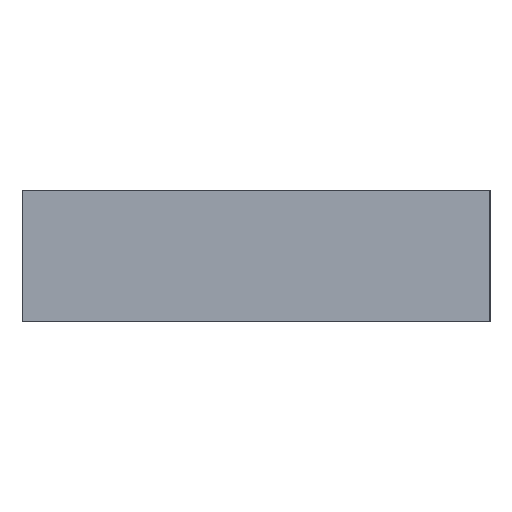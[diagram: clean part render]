
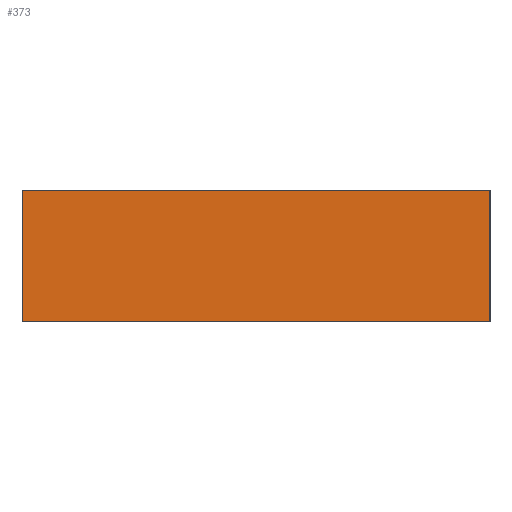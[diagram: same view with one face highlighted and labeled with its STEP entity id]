
A CAD part, left-side view. The second image highlights one B-rep face of the part: STEP entity #373.
In plain terms, the highlighted planar face has unit normal (-1, 0, 0).
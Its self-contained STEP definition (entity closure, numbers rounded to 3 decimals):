
#9 = DIRECTION ( 'NONE',  ( 0., 0., -1. ) ) ;
#107 = FACE_OUTER_BOUND ( 'NONE', #377, .T. ) ;
#133 = VERTEX_POINT ( 'NONE', #1163 ) ;
#208 = EDGE_CURVE ( 'NONE', #133, #1205, #458, .T. ) ;
#293 = DIRECTION ( 'NONE',  ( 0., 1., 0. ) ) ;
#313 = EDGE_CURVE ( 'NONE', #415, #487, #629, .T. ) ;
#314 = CARTESIAN_POINT ( 'NONE',  ( 0., 14.727, 4.477 ) ) ;
#319 = EDGE_CURVE ( 'NONE', #1205, #415, #1218, .T. ) ;
#326 = PLANE ( 'NONE',  #491 ) ;
#364 = CARTESIAN_POINT ( 'NONE',  ( 0., 14.727, -2.523 ) ) ;
#370 = VECTOR ( 'NONE', #1173, 1000. ) ;
#373 = ADVANCED_FACE ( 'NONE', ( #107 ), #326, .F. ) ;
#377 = EDGE_LOOP ( 'NONE', ( #1225, #1188, #776, #869 ) ) ;
#415 = VERTEX_POINT ( 'NONE', #314 ) ;
#420 = DIRECTION ( 'NONE',  ( 1., 0., 0. ) ) ;
#425 = LINE ( 'NONE', #1191, #906 ) ;
#458 = LINE ( 'NONE', #1187, #663 ) ;
#480 = CARTESIAN_POINT ( 'NONE',  ( 0., 14.727, 4.477 ) ) ;
#487 = VERTEX_POINT ( 'NONE', #628 ) ;
#491 = AXIS2_PLACEMENT_3D ( 'NONE', #613, #420, #510 ) ;
#510 = DIRECTION ( 'NONE',  ( 0., 0., -1. ) ) ;
#613 = CARTESIAN_POINT ( 'NONE',  ( 0., 0., 0. ) ) ;
#628 = CARTESIAN_POINT ( 'NONE',  ( 0., -10.273, 4.477 ) ) ;
#629 = LINE ( 'NONE', #883, #1074 ) ;
#663 = VECTOR ( 'NONE', #293, 1000. ) ;
#770 = EDGE_CURVE ( 'NONE', #487, #133, #425, .T. ) ;
#776 = ORIENTED_EDGE ( 'NONE', *, *, #208, .F. ) ;
#796 = DIRECTION ( 'NONE',  ( 0., -1., 0. ) ) ;
#869 = ORIENTED_EDGE ( 'NONE', *, *, #770, .F. ) ;
#883 = CARTESIAN_POINT ( 'NONE',  ( 0., 14.727, 4.477 ) ) ;
#906 = VECTOR ( 'NONE', #9, 1000. ) ;
#1074 = VECTOR ( 'NONE', #796, 1000. ) ;
#1163 = CARTESIAN_POINT ( 'NONE',  ( 0., -10.273, -2.523 ) ) ;
#1173 = DIRECTION ( 'NONE',  ( 0., 0., 1. ) ) ;
#1187 = CARTESIAN_POINT ( 'NONE',  ( 0., 14.727, -2.523 ) ) ;
#1188 = ORIENTED_EDGE ( 'NONE', *, *, #319, .F. ) ;
#1191 = CARTESIAN_POINT ( 'NONE',  ( 0., -10.273, 4.477 ) ) ;
#1205 = VERTEX_POINT ( 'NONE', #364 ) ;
#1218 = LINE ( 'NONE', #480, #370 ) ;
#1225 = ORIENTED_EDGE ( 'NONE', *, *, #313, .F. ) ;
